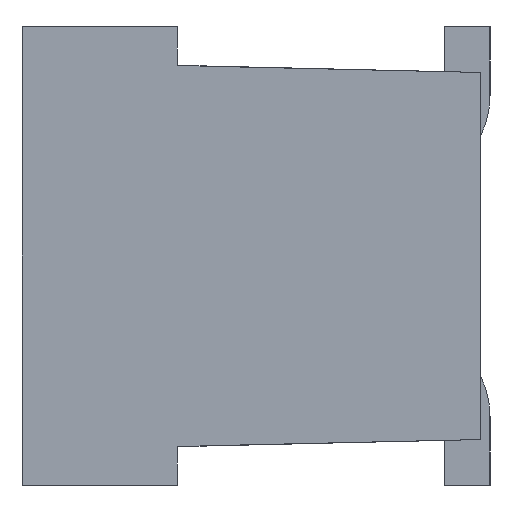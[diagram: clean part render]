
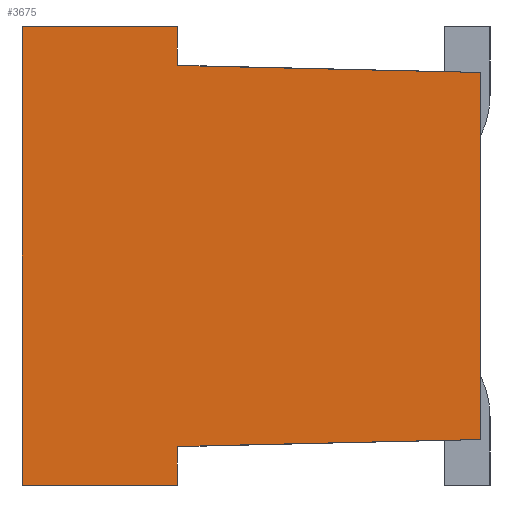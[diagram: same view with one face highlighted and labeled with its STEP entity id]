
A CAD part, left-side view. The second image highlights one B-rep face of the part: STEP entity #3675.
In plain terms, the highlighted planar face has unit normal (-1, 0, 0).
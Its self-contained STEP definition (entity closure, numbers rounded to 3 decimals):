
#22 = DIRECTION ( 'NONE',  ( 0., -1., -0.023 ) ) ;
#126 = DIRECTION ( 'NONE',  ( 0., 0., 1. ) ) ;
#151 = CARTESIAN_POINT ( 'NONE',  ( 1.5, 3.06, 2.069 ) ) ;
#170 = VERTEX_POINT ( 'NONE', #3949 ) ;
#251 = EDGE_CURVE ( 'NONE', #5784, #6786, #2109, .T. ) ;
#253 = CARTESIAN_POINT ( 'NONE',  ( 1.5, 3.309, 2.5 ) ) ;
#332 = VECTOR ( 'NONE', #7065, 1000. ) ;
#420 = DIRECTION ( 'NONE',  ( 0., -1., -0.024 ) ) ;
#566 = VECTOR ( 'NONE', #2048, 1000. ) ;
#724 = CARTESIAN_POINT ( 'NONE',  ( 1.5, 5., 0. ) ) ;
#1067 = CARTESIAN_POINT ( 'NONE',  ( 1.5, 3.06, 0. ) ) ;
#1083 = VECTOR ( 'NONE', #2426, 1000. ) ;
#1145 = LINE ( 'NONE', #1067, #5760 ) ;
#1148 = ORIENTED_EDGE ( 'NONE', *, *, #1309, .F. ) ;
#1309 = EDGE_CURVE ( 'NONE', #5784, #170, #6023, .T. ) ;
#1584 = DIRECTION ( 'NONE',  ( 0., 0., 1. ) ) ;
#1620 = VERTEX_POINT ( 'NONE', #2231 ) ;
#1688 = VERTEX_POINT ( 'NONE', #3098 ) ;
#1862 = CARTESIAN_POINT ( 'NONE',  ( 1.5, 3.309, -2.5 ) ) ;
#2025 = ORIENTED_EDGE ( 'NONE', *, *, #251, .T. ) ;
#2048 = DIRECTION ( 'NONE',  ( 0., 1., -0.023 ) ) ;
#2109 = LINE ( 'NONE', #2155, #6498 ) ;
#2155 = CARTESIAN_POINT ( 'NONE',  ( 1.5, 3.309, -2.289 ) ) ;
#2201 = CARTESIAN_POINT ( 'NONE',  ( 1.5, 3.06, 2.069 ) ) ;
#2231 = CARTESIAN_POINT ( 'NONE',  ( 1.5, 3.06, -2.069 ) ) ;
#2268 = VECTOR ( 'NONE', #420, 1000. ) ;
#2390 = DIRECTION ( 'NONE',  ( 0., -1., 0. ) ) ;
#2426 = DIRECTION ( 'NONE',  ( 0., -1., 0.024 ) ) ;
#2691 = CARTESIAN_POINT ( 'NONE',  ( 1.5, 3.309, 2.078 ) ) ;
#2694 = FACE_OUTER_BOUND ( 'NONE', #6178, .T. ) ;
#2726 = EDGE_CURVE ( 'NONE', #8044, #8167, #5098, .T. ) ;
#2804 = VECTOR ( 'NONE', #4547, 1000. ) ;
#3085 = LINE ( 'NONE', #5100, #1083 ) ;
#3098 = CARTESIAN_POINT ( 'NONE',  ( 1.5, 0., -2. ) ) ;
#3164 = VECTOR ( 'NONE', #5393, 1000. ) ;
#3231 = CARTESIAN_POINT ( 'NONE',  ( 1.5, 3.309, 2.289 ) ) ;
#3253 = LINE ( 'NONE', #8193, #332 ) ;
#3305 = ORIENTED_EDGE ( 'NONE', *, *, #2726, .F. ) ;
#3365 = LINE ( 'NONE', #7216, #6266 ) ;
#3385 = CARTESIAN_POINT ( 'NONE',  ( 1.5, 3.06, -2.072 ) ) ;
#3553 = DIRECTION ( 'NONE',  ( 0., 0., -1. ) ) ;
#3603 = CARTESIAN_POINT ( 'NONE',  ( 1.5, 2.5, 2.5 ) ) ;
#3675 = ADVANCED_FACE ( 'NONE', ( #2694 ), #7252, .F. ) ;
#3711 = VECTOR ( 'NONE', #22, 1000. ) ;
#3790 = EDGE_CURVE ( 'NONE', #6050, #4853, #5824, .T. ) ;
#3949 = CARTESIAN_POINT ( 'NONE',  ( 1.5, 5., -2.5 ) ) ;
#4080 = EDGE_CURVE ( 'NONE', #1688, #8167, #3365, .T. ) ;
#4224 = ORIENTED_EDGE ( 'NONE', *, *, #6234, .T. ) ;
#4266 = VERTEX_POINT ( 'NONE', #6471 ) ;
#4361 = EDGE_CURVE ( 'NONE', #170, #4266, #6429, .T. ) ;
#4366 = CARTESIAN_POINT ( 'NONE',  ( 1.5, 0., 2. ) ) ;
#4547 = DIRECTION ( 'NONE',  ( 0., 0., 1. ) ) ;
#4548 = CARTESIAN_POINT ( 'NONE',  ( 1.5, 3.309, -2.078 ) ) ;
#4618 = EDGE_CURVE ( 'NONE', #6050, #6732, #6749, .T. ) ;
#4805 = CARTESIAN_POINT ( 'NONE',  ( 1.5, 2.5, -2.5 ) ) ;
#4853 = VERTEX_POINT ( 'NONE', #253 ) ;
#4984 = LINE ( 'NONE', #3603, #5483 ) ;
#5098 = LINE ( 'NONE', #151, #3711 ) ;
#5100 = CARTESIAN_POINT ( 'NONE',  ( 1.5, 1.655, -2.039 ) ) ;
#5188 = CARTESIAN_POINT ( 'NONE',  ( 1.5, 0., -2. ) ) ;
#5350 = LINE ( 'NONE', #5188, #566 ) ;
#5359 = ORIENTED_EDGE ( 'NONE', *, *, #7242, .F. ) ;
#5393 = DIRECTION ( 'NONE',  ( 0., 1., 0. ) ) ;
#5483 = VECTOR ( 'NONE', #2390, 1000. ) ;
#5760 = VECTOR ( 'NONE', #3553, 1000. ) ;
#5784 = VERTEX_POINT ( 'NONE', #1862 ) ;
#5824 = LINE ( 'NONE', #3231, #6012 ) ;
#6012 = VECTOR ( 'NONE', #126, 1000. ) ;
#6014 = ORIENTED_EDGE ( 'NONE', *, *, #7741, .F. ) ;
#6023 = LINE ( 'NONE', #4805, #3164 ) ;
#6050 = VERTEX_POINT ( 'NONE', #2691 ) ;
#6120 = CARTESIAN_POINT ( 'NONE',  ( 1.5, 1.655, 2.039 ) ) ;
#6178 = EDGE_LOOP ( 'NONE', ( #5359, #7700, #6370, #3305, #6014, #7595, #7160, #7053, #6554, #1148, #2025, #4224 ) ) ;
#6234 = EDGE_CURVE ( 'NONE', #6786, #6451, #3085, .T. ) ;
#6266 = VECTOR ( 'NONE', #6624, 1000. ) ;
#6370 = ORIENTED_EDGE ( 'NONE', *, *, #4080, .T. ) ;
#6412 = EDGE_CURVE ( 'NONE', #1688, #1620, #5350, .T. ) ;
#6429 = LINE ( 'NONE', #724, #2804 ) ;
#6451 = VERTEX_POINT ( 'NONE', #3385 ) ;
#6471 = CARTESIAN_POINT ( 'NONE',  ( 1.5, 5., 2.5 ) ) ;
#6498 = VECTOR ( 'NONE', #1584, 1000. ) ;
#6554 = ORIENTED_EDGE ( 'NONE', *, *, #4361, .F. ) ;
#6583 = CARTESIAN_POINT ( 'NONE',  ( 1.5, 2.5, 0. ) ) ;
#6624 = DIRECTION ( 'NONE',  ( 0., 0., 1. ) ) ;
#6732 = VERTEX_POINT ( 'NONE', #7107 ) ;
#6749 = LINE ( 'NONE', #6120, #2268 ) ;
#6786 = VERTEX_POINT ( 'NONE', #4548 ) ;
#6900 = DIRECTION ( 'NONE',  ( 0., 0., -1. ) ) ;
#6915 = EDGE_CURVE ( 'NONE', #4266, #4853, #4984, .T. ) ;
#6932 = AXIS2_PLACEMENT_3D ( 'NONE', #6583, #7166, #6900 ) ;
#7053 = ORIENTED_EDGE ( 'NONE', *, *, #6915, .F. ) ;
#7065 = DIRECTION ( 'NONE',  ( 0., 0., -1. ) ) ;
#7107 = CARTESIAN_POINT ( 'NONE',  ( 1.5, 3.06, 2.072 ) ) ;
#7160 = ORIENTED_EDGE ( 'NONE', *, *, #3790, .T. ) ;
#7166 = DIRECTION ( 'NONE',  ( 1., 0., 0. ) ) ;
#7216 = CARTESIAN_POINT ( 'NONE',  ( 1.5, 0., 0. ) ) ;
#7242 = EDGE_CURVE ( 'NONE', #1620, #6451, #1145, .T. ) ;
#7252 = PLANE ( 'NONE',  #6932 ) ;
#7595 = ORIENTED_EDGE ( 'NONE', *, *, #4618, .F. ) ;
#7700 = ORIENTED_EDGE ( 'NONE', *, *, #6412, .F. ) ;
#7741 = EDGE_CURVE ( 'NONE', #6732, #8044, #3253, .T. ) ;
#8044 = VERTEX_POINT ( 'NONE', #2201 ) ;
#8167 = VERTEX_POINT ( 'NONE', #4366 ) ;
#8193 = CARTESIAN_POINT ( 'NONE',  ( 1.5, 3.06, 0. ) ) ;
